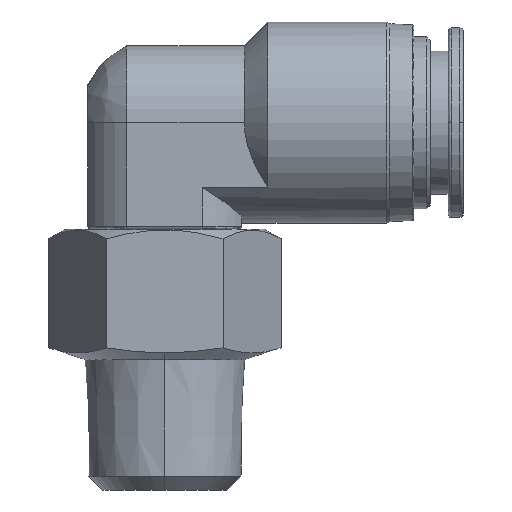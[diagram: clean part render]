
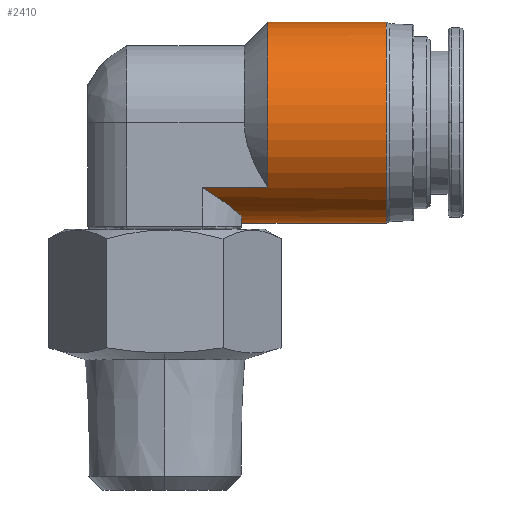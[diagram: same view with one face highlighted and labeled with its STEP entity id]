
A CAD part, left-side view. The second image highlights one B-rep face of the part: STEP entity #2410.
In plain terms, the highlighted cylindrical face has radius 8.5 mm (diameter 17 mm), a partial arc.
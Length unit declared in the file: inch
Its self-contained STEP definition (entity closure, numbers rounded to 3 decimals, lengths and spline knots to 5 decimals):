
#129 = AXIS2_PLACEMENT_3D ( 'NONE', #3789, #3480, #3124 ) ;
#217 = DIRECTION ( 'NONE',  ( 0., 0., -1. ) ) ;
#284 = CARTESIAN_POINT ( 'NONE',  ( -0.18044, -0.22172, -0.28221 ) ) ;
#293 = EDGE_CURVE ( 'NONE', #2750, #936, #960, .T. ) ;
#305 = ORIENTED_EDGE ( 'NONE', *, *, #2650, .T. ) ;
#341 = CARTESIAN_POINT ( 'NONE',  ( 0., 0.05118, 0. ) ) ;
#478 = ORIENTED_EDGE ( 'NONE', *, *, #293, .T. ) ;
#500 = DIRECTION ( 'NONE',  ( 0., 0., -1. ) ) ;
#504 = DIRECTION ( 'NONE',  ( 0., -1., 0. ) ) ;
#634 = CIRCLE ( 'NONE', #2285, 0.33465 ) ;
#877 = VERTEX_POINT ( 'NONE', #1983 ) ;
#914 = ORIENTED_EDGE ( 'NONE', *, *, #3618, .T. ) ;
#936 = VERTEX_POINT ( 'NONE', #3337 ) ;
#960 = LINE ( 'NONE', #2413, #2623 ) ;
#1216 = VECTOR ( 'NONE', #504, 39.37008 ) ;
#1346 = DIRECTION ( 'NONE',  ( 0., -1., 0. ) ) ;
#1361 = CIRCLE ( 'NONE', #129, 0.33465 ) ;
#1363 = LINE ( 'NONE', #2210, #1216 ) ;
#1368 = VERTEX_POINT ( 'NONE', #4240 ) ;
#1378 = DIRECTION ( 'NONE',  ( 0., 0., -1. ) ) ;
#1397 = EDGE_CURVE ( 'NONE', #3486, #877, #1363, .T. ) ;
#1467 = VERTEX_POINT ( 'NONE', #2904 ) ;
#1468 = CYLINDRICAL_SURFACE ( 'NONE', #2313, 0.33465 ) ;
#1473 = ORIENTED_EDGE ( 'NONE', *, *, #2392, .T. ) ;
#1491 = B_SPLINE_CURVE_WITH_KNOTS ( 'NONE', 3,
 ( #4266, #2588, #2989, #2730, #2647, #1630, #284, #2620, #2714, #3310 ),
 .UNSPECIFIED., .F., .F.,
 ( 4, 2, 2, 2, 4 ),
 ( 0., 0.00132, 0.00264, 0.00396, 0.00528 ),
 .UNSPECIFIED. ) ;
#1565 = CIRCLE ( 'NONE', #3241, 0.33465 ) ;
#1630 = CARTESIAN_POINT ( 'NONE',  ( -0.19234, -0.21146, -0.27419 ) ) ;
#1946 = ORIENTED_EDGE ( 'NONE', *, *, #4232, .T. ) ;
#1983 = CARTESIAN_POINT ( 'NONE',  ( 0., -0.73622, 0.33465 ) ) ;
#1989 = DIRECTION ( 'NONE',  ( 0., -1., 0. ) ) ;
#2210 = CARTESIAN_POINT ( 'NONE',  ( 0., 0.05118, 0.33465 ) ) ;
#2230 = CARTESIAN_POINT ( 'NONE',  ( 0., -0.34252, 0. ) ) ;
#2252 = VECTOR ( 'NONE', #1989, 39.37008 ) ;
#2285 = AXIS2_PLACEMENT_3D ( 'NONE', #3488, #3844, #500 ) ;
#2313 = AXIS2_PLACEMENT_3D ( 'NONE', #341, #1346, #1378 ) ;
#2392 = EDGE_CURVE ( 'NONE', #1467, #1368, #4245, .T. ) ;
#2410 = ADVANCED_FACE ( 'NONE', ( #3036 ), #1468, .T. ) ;
#2413 = CARTESIAN_POINT ( 'NONE',  ( -0.25591, 0.05118, -0.21564 ) ) ;
#2479 = VERTEX_POINT ( 'NONE', #3072 ) ;
#2481 = CARTESIAN_POINT ( 'NONE',  ( 0., -0.34252, 0.33465 ) ) ;
#2588 = CARTESIAN_POINT ( 'NONE',  ( -0.24902, -0.14037, -0.22381 ) ) ;
#2620 = CARTESIAN_POINT ( 'NONE',  ( -0.15493, -0.24024, -0.29699 ) ) ;
#2623 = VECTOR ( 'NONE', #3800, 39.37008 ) ;
#2647 = CARTESIAN_POINT ( 'NONE',  ( -0.21393, -0.18958, -0.25769 ) ) ;
#2650 = EDGE_CURVE ( 'NONE', #2479, #1467, #634, .T. ) ;
#2714 = CARTESIAN_POINT ( 'NONE',  ( -0.14124, -0.24859, -0.3038 ) ) ;
#2730 = CARTESIAN_POINT ( 'NONE',  ( -0.22365, -0.17799, -0.24923 ) ) ;
#2750 = VERTEX_POINT ( 'NONE', #4271 ) ;
#2851 = EDGE_CURVE ( 'NONE', #1368, #877, #1361, .T. ) ;
#2887 = DIRECTION ( 'NONE',  ( 0., -1., 0. ) ) ;
#2904 = CARTESIAN_POINT ( 'NONE',  ( 0., -0.25591, -0.33465 ) ) ;
#2989 = CARTESIAN_POINT ( 'NONE',  ( -0.2412, -0.15338, -0.23229 ) ) ;
#3001 = ORIENTED_EDGE ( 'NONE', *, *, #1397, .F. ) ;
#3036 = FACE_OUTER_BOUND ( 'NONE', #3557, .T. ) ;
#3072 = CARTESIAN_POINT ( 'NONE',  ( -0.12643, -0.25591, -0.30984 ) ) ;
#3124 = DIRECTION ( 'NONE',  ( 0., 0., -1. ) ) ;
#3241 = AXIS2_PLACEMENT_3D ( 'NONE', #2230, #2887, #217 ) ;
#3310 = CARTESIAN_POINT ( 'NONE',  ( -0.12643, -0.25591, -0.30984 ) ) ;
#3337 = CARTESIAN_POINT ( 'NONE',  ( -0.25591, -0.12643, -0.21564 ) ) ;
#3359 = CARTESIAN_POINT ( 'NONE',  ( 0., 0.05118, -0.33465 ) ) ;
#3480 = DIRECTION ( 'NONE',  ( 0., 1., 0. ) ) ;
#3486 = VERTEX_POINT ( 'NONE', #2481 ) ;
#3488 = CARTESIAN_POINT ( 'NONE',  ( 0., -0.25591, 0. ) ) ;
#3557 = EDGE_LOOP ( 'NONE', ( #3001, #914, #478, #1946, #305, #1473, #4127 ) ) ;
#3618 = EDGE_CURVE ( 'NONE', #3486, #2750, #1565, .T. ) ;
#3789 = CARTESIAN_POINT ( 'NONE',  ( 0., -0.73622, 0. ) ) ;
#3800 = DIRECTION ( 'NONE',  ( 0., 1., 0. ) ) ;
#3844 = DIRECTION ( 'NONE',  ( 0., -1., 0. ) ) ;
#4127 = ORIENTED_EDGE ( 'NONE', *, *, #2851, .T. ) ;
#4232 = EDGE_CURVE ( 'NONE', #936, #2479, #1491, .T. ) ;
#4240 = CARTESIAN_POINT ( 'NONE',  ( 0., -0.73622, -0.33465 ) ) ;
#4245 = LINE ( 'NONE', #3359, #2252 ) ;
#4266 = CARTESIAN_POINT ( 'NONE',  ( -0.25591, -0.12643, -0.21564 ) ) ;
#4271 = CARTESIAN_POINT ( 'NONE',  ( -0.25591, -0.34252, -0.21564 ) ) ;
